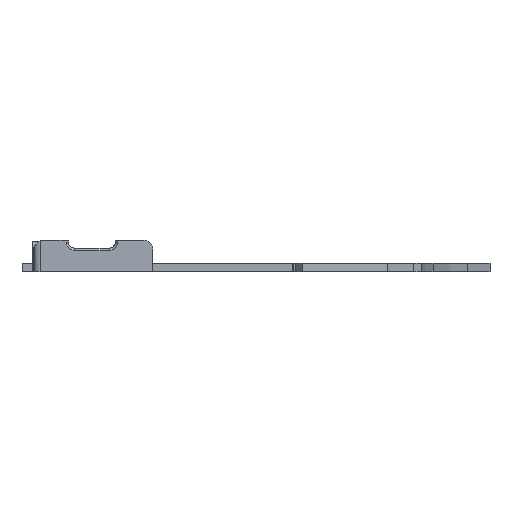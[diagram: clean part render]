
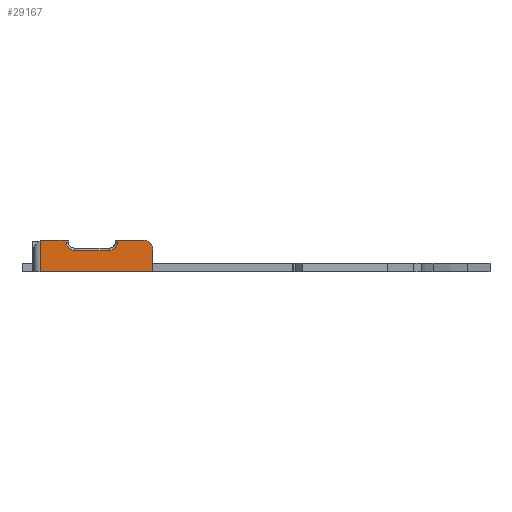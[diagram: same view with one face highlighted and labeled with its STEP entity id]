
A CAD part, left-side view. The second image highlights one B-rep face of the part: STEP entity #29167.
In plain terms, the highlighted planar face has unit normal (-1, 0, 0).
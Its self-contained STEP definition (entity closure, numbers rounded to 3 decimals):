
#257 = CARTESIAN_POINT ( 'NONE',  ( 28.638, -71.9, -2.2 ) ) ;
#633 = VECTOR ( 'NONE', #16738, 1000. ) ;
#1084 = VERTEX_POINT ( 'NONE', #27449 ) ;
#1240 = CARTESIAN_POINT ( 'NONE',  ( 28.638, -70.1, 2.395 ) ) ;
#1410 = DIRECTION ( 'NONE',  ( 0., -1., 0. ) ) ;
#1437 = ORIENTED_EDGE ( 'NONE', *, *, #30799, .F. ) ;
#2195 = VERTEX_POINT ( 'NONE', #257 ) ;
#2232 = EDGE_CURVE ( 'NONE', #25235, #23116, #5196, .T. ) ;
#2669 = ORIENTED_EDGE ( 'NONE', *, *, #11555, .F. ) ;
#2670 = CARTESIAN_POINT ( 'NONE',  ( 28.638, -71.9, -2. ) ) ;
#2688 = VECTOR ( 'NONE', #12280, 1000. ) ;
#3417 = LINE ( 'NONE', #3583, #633 ) ;
#3583 = CARTESIAN_POINT ( 'NONE',  ( 28.638, -54.4, 1.655 ) ) ;
#4022 = EDGE_LOOP ( 'NONE', ( #21548, #6694, #1437, #33243, #21342, #23821, #2669, #9228, #20306, #13672, #19207, #31441 ) ) ;
#4078 = CARTESIAN_POINT ( 'NONE',  ( 28.638, -71.9, -2. ) ) ;
#5196 = LINE ( 'NONE', #31719, #32921 ) ;
#5355 = DIRECTION ( 'NONE',  ( 0., -1., 0. ) ) ;
#6694 = ORIENTED_EDGE ( 'NONE', *, *, #19136, .F. ) ;
#7054 = DIRECTION ( 'NONE',  ( 0., -1., 0. ) ) ;
#7423 = EDGE_CURVE ( 'NONE', #21086, #22925, #3417, .T. ) ;
#7498 = VERTEX_POINT ( 'NONE', #27687 ) ;
#8151 = LINE ( 'NONE', #2670, #15019 ) ;
#8306 = AXIS2_PLACEMENT_3D ( 'NONE', #1240, #32556, #1410 ) ;
#8361 = VECTOR ( 'NONE', #7054, 1000. ) ;
#8381 = VECTOR ( 'NONE', #5355, 1000. ) ;
#8609 = CARTESIAN_POINT ( 'NONE',  ( 28.638, -55.378, 2.11 ) ) ;
#8830 = LINE ( 'NONE', #22193, #27869 ) ;
#9228 = ORIENTED_EDGE ( 'NONE', *, *, #17900, .F. ) ;
#9541 = FACE_OUTER_BOUND ( 'NONE', #4022, .T. ) ;
#9603 = DIRECTION ( 'NONE',  ( 0., 1., 0. ) ) ;
#9743 = CARTESIAN_POINT ( 'NONE',  ( 28.638, -63.1, 3.81 ) ) ;
#10369 = EDGE_CURVE ( 'NONE', #22925, #1084, #28858, .T. ) ;
#11054 = CARTESIAN_POINT ( 'NONE',  ( 28.638, -71.9, 2.395 ) ) ;
#11555 = EDGE_CURVE ( 'NONE', #16679, #23842, #17751, .T. ) ;
#11669 = CARTESIAN_POINT ( 'NONE',  ( 28.638, -64.8, 3.81 ) ) ;
#12024 = CARTESIAN_POINT ( 'NONE',  ( 28.638, -49.155, 4.195 ) ) ;
#12276 = DIRECTION ( 'NONE',  ( 0., 0., 1. ) ) ;
#12280 = DIRECTION ( 'NONE',  ( 0., 0., 1. ) ) ;
#13357 = EDGE_CURVE ( 'NONE', #7498, #25235, #8830, .T. ) ;
#13672 = ORIENTED_EDGE ( 'NONE', *, *, #7423, .F. ) ;
#14973 = EDGE_CURVE ( 'NONE', #32001, #20617, #25537, .T. ) ;
#15019 = VECTOR ( 'NONE', #18586, 1000. ) ;
#15682 = LINE ( 'NONE', #31088, #31883 ) ;
#15735 = DIRECTION ( 'NONE',  ( -1., 0., 0. ) ) ;
#16679 = VERTEX_POINT ( 'NONE', #21813 ) ;
#16738 = DIRECTION ( 'NONE',  ( 0., 0., -1. ) ) ;
#16773 = DIRECTION ( 'NONE',  ( 0., 1., 0. ) ) ;
#17751 = CIRCLE ( 'NONE', #29226, 1.7 ) ;
#17900 = EDGE_CURVE ( 'NONE', #1084, #16679, #24027, .T. ) ;
#18586 = DIRECTION ( 'NONE',  ( 0., 0., -1. ) ) ;
#19136 = EDGE_CURVE ( 'NONE', #2195, #23116, #32890, .T. ) ;
#19207 = ORIENTED_EDGE ( 'NONE', *, *, #25956, .F. ) ;
#19277 = DIRECTION ( 'NONE',  ( 0., 0.826, -0.563 ) ) ;
#19815 = CARTESIAN_POINT ( 'NONE',  ( 28.638, -64.8, 2.24 ) ) ;
#19855 = DIRECTION ( 'NONE',  ( -1., 0., 0. ) ) ;
#20306 = ORIENTED_EDGE ( 'NONE', *, *, #10369, .F. ) ;
#20617 = VERTEX_POINT ( 'NONE', #32041 ) ;
#20885 = CIRCLE ( 'NONE', #8306, 1.8 ) ;
#21086 = VERTEX_POINT ( 'NONE', #32465 ) ;
#21342 = ORIENTED_EDGE ( 'NONE', *, *, #14973, .F. ) ;
#21344 = DIRECTION ( 'NONE',  ( 0., -1., 0. ) ) ;
#21519 = CARTESIAN_POINT ( 'NONE',  ( 28.638, -64.8, 4.195 ) ) ;
#21548 = ORIENTED_EDGE ( 'NONE', *, *, #2232, .T. ) ;
#21813 = CARTESIAN_POINT ( 'NONE',  ( 28.638, -63.1, 2.11 ) ) ;
#22193 = CARTESIAN_POINT ( 'NONE',  ( 28.638, -47.969, 3.309 ) ) ;
#22925 = VERTEX_POINT ( 'NONE', #27911 ) ;
#23116 = VERTEX_POINT ( 'NONE', #25280 ) ;
#23209 = EDGE_CURVE ( 'NONE', #23842, #32001, #33004, .T. ) ;
#23775 = EDGE_CURVE ( 'NONE', #30948, #20617, #20885, .T. ) ;
#23821 = ORIENTED_EDGE ( 'NONE', *, *, #23209, .F. ) ;
#23842 = VERTEX_POINT ( 'NONE', #11669 ) ;
#24027 = LINE ( 'NONE', #8609, #8381 ) ;
#25235 = VERTEX_POINT ( 'NONE', #29121 ) ;
#25280 = CARTESIAN_POINT ( 'NONE',  ( 28.638, -49.155, -2.2 ) ) ;
#25537 = LINE ( 'NONE', #12024, #8361 ) ;
#25956 = EDGE_CURVE ( 'NONE', #7498, #21086, #15682, .T. ) ;
#26061 = DIRECTION ( 'NONE',  ( 0., 0., -1. ) ) ;
#26117 = AXIS2_PLACEMENT_3D ( 'NONE', #27214, #19855, #16773 ) ;
#27214 = CARTESIAN_POINT ( 'NONE',  ( 28.638, -56.1, 3.81 ) ) ;
#27449 = CARTESIAN_POINT ( 'NONE',  ( 28.638, -56.1, 2.11 ) ) ;
#27687 = CARTESIAN_POINT ( 'NONE',  ( 28.638, -49.269, 4.195 ) ) ;
#27869 = VECTOR ( 'NONE', #19277, 1000. ) ;
#27911 = CARTESIAN_POINT ( 'NONE',  ( 28.638, -54.4, 3.81 ) ) ;
#28066 = AXIS2_PLACEMENT_3D ( 'NONE', #4078, #29902, #12276 ) ;
#28592 = DIRECTION ( 'NONE',  ( 0., 0., -1. ) ) ;
#28858 = CIRCLE ( 'NONE', #26117, 1.7 ) ;
#29121 = CARTESIAN_POINT ( 'NONE',  ( 28.638, -49.155, 4.117 ) ) ;
#29167 = ADVANCED_FACE ( 'NONE', ( #9541 ), #32656, .T. ) ;
#29226 = AXIS2_PLACEMENT_3D ( 'NONE', #9743, #15735, #28592 ) ;
#29902 = DIRECTION ( 'NONE',  ( -1., 0., 0. ) ) ;
#30799 = EDGE_CURVE ( 'NONE', #30948, #2195, #8151, .T. ) ;
#30948 = VERTEX_POINT ( 'NONE', #11054 ) ;
#31088 = CARTESIAN_POINT ( 'NONE',  ( 28.638, -49.155, 4.195 ) ) ;
#31250 = VECTOR ( 'NONE', #9603, 1000. ) ;
#31441 = ORIENTED_EDGE ( 'NONE', *, *, #13357, .T. ) ;
#31719 = CARTESIAN_POINT ( 'NONE',  ( 28.638, -49.155, -2. ) ) ;
#31883 = VECTOR ( 'NONE', #21344, 1000. ) ;
#32001 = VERTEX_POINT ( 'NONE', #21519 ) ;
#32041 = CARTESIAN_POINT ( 'NONE',  ( 28.638, -70.1, 4.195 ) ) ;
#32465 = CARTESIAN_POINT ( 'NONE',  ( 28.638, -54.4, 4.195 ) ) ;
#32556 = DIRECTION ( 'NONE',  ( -1., 0., 0. ) ) ;
#32656 = PLANE ( 'NONE',  #28066 ) ;
#32890 = LINE ( 'NONE', #33068, #31250 ) ;
#32921 = VECTOR ( 'NONE', #26061, 1000. ) ;
#33004 = LINE ( 'NONE', #19815, #2688 ) ;
#33068 = CARTESIAN_POINT ( 'NONE',  ( 28.638, -71.9, -2.2 ) ) ;
#33243 = ORIENTED_EDGE ( 'NONE', *, *, #23775, .T. ) ;
